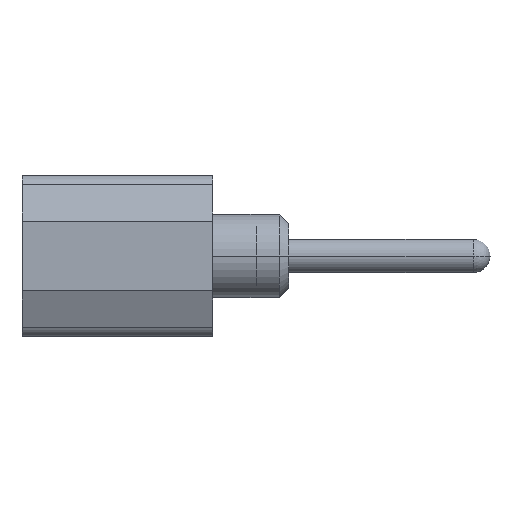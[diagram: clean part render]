
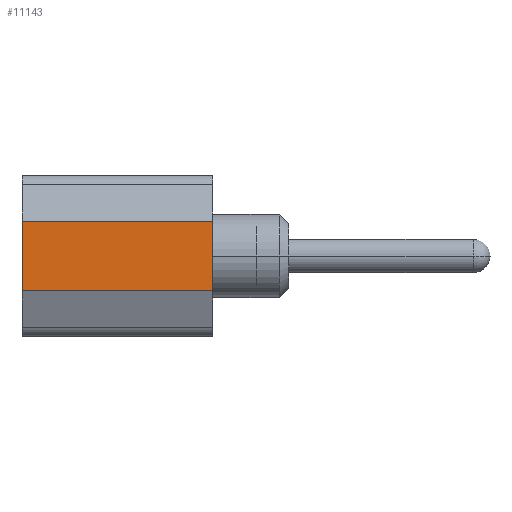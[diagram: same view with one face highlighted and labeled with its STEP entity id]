
A CAD part, left-side view. The second image highlights one B-rep face of the part: STEP entity #11143.
In plain terms, the highlighted planar face has unit normal (-1, 0, 0).
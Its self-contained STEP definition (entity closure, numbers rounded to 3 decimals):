
#763=DIRECTION('',(0.,0.,-1.));
#764=VECTOR('',#763,1.1);
#765=CARTESIAN_POINT('',(1.27,0.,0.55));
#766=LINE('',#765,#764);
#1976=DIRECTION('',(0.,0.,-1.));
#1977=VECTOR('',#1976,1.1);
#1978=CARTESIAN_POINT('',(1.27,-3.,0.55));
#1979=LINE('',#1978,#1977);
#4890=DIRECTION('',(0.,-1.,0.));
#4891=VECTOR('',#4890,3.);
#4892=CARTESIAN_POINT('',(1.27,0.,-0.55));
#4893=LINE('',#4892,#4891);
#4897=DIRECTION('',(0.,-1.,0.));
#4898=VECTOR('',#4897,3.);
#4899=CARTESIAN_POINT('',(1.27,0.,0.55));
#4900=LINE('',#4899,#4898);
#6251=CARTESIAN_POINT('',(1.27,0.,0.55));
#6252=CARTESIAN_POINT('',(1.27,0.,-0.55));
#6253=VERTEX_POINT('',#6251);
#6254=VERTEX_POINT('',#6252);
#6255=CARTESIAN_POINT('',(1.27,-3.,0.55));
#6256=CARTESIAN_POINT('',(1.27,-3.,-0.55));
#6257=VERTEX_POINT('',#6255);
#6258=VERTEX_POINT('',#6256);
#11131=CARTESIAN_POINT('',(1.27,0.,0.55));
#11132=DIRECTION('',(-1.,0.,0.));
#11133=DIRECTION('',(0.,0.,-1.));
#11134=AXIS2_PLACEMENT_3D('',#11131,#11132,#11133);
#11135=PLANE('',#11134);
#11136=ORIENTED_EDGE('',*,*,#7590,.F.);
#11138=ORIENTED_EDGE('',*,*,#11137,.T.);
#11139=ORIENTED_EDGE('',*,*,#8186,.T.);
#11140=ORIENTED_EDGE('',*,*,#11125,.F.);
#11141=EDGE_LOOP('',(#11136,#11138,#11139,#11140));
#11142=FACE_OUTER_BOUND('',#11141,.F.);
#11143=ADVANCED_FACE('',(#11142),#11135,.T.);
#7590=EDGE_CURVE('',#6253,#6254,#766,.T.);
#8186=EDGE_CURVE('',#6257,#6258,#1979,.T.);
#11125=EDGE_CURVE('',#6254,#6258,#4893,.T.);
#11137=EDGE_CURVE('',#6253,#6257,#4900,.T.);
